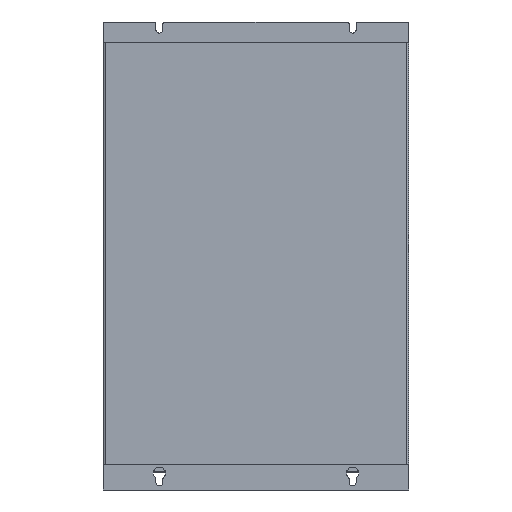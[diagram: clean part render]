
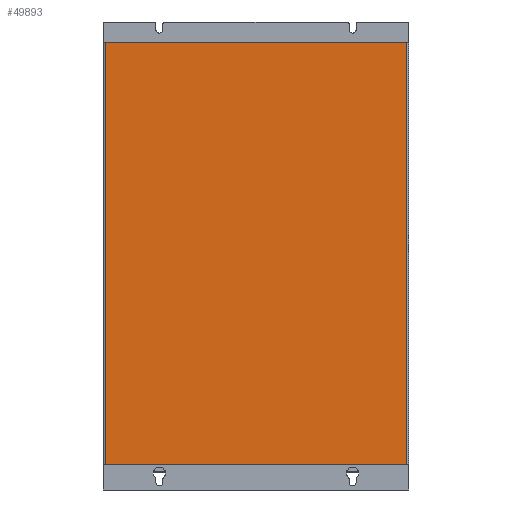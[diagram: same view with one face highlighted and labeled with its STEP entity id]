
A CAD part, front view. The second image highlights one B-rep face of the part: STEP entity #49893.
In plain terms, the highlighted planar face has unit normal (0, -1, 0).
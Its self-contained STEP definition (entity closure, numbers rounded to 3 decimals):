
#3171=FACE_OUTER_BOUND('',#6027,.T.);
#6027=EDGE_LOOP('',(#40311,#40312,#40313,#40314));
#12651=LINE('',#79881,#17953);
#12659=LINE('',#79914,#17961);
#12660=LINE('',#79916,#17962);
#12661=LINE('',#79917,#17963);
#17953=VECTOR('',#64852,10.);
#17961=VECTOR('',#64882,460.);
#17962=VECTOR('',#64883,10.);
#17963=VECTOR('',#64884,460.);
#22541=VERTEX_POINT('',#79854);
#22545=VERTEX_POINT('',#79863);
#22565=VERTEX_POINT('',#79913);
#22566=VERTEX_POINT('',#79915);
#28742=EDGE_CURVE('',#22545,#22541,#12651,.T.);
#28758=EDGE_CURVE('',#22565,#22541,#12659,.T.);
#28759=EDGE_CURVE('',#22565,#22566,#12660,.T.);
#28760=EDGE_CURVE('',#22566,#22545,#12661,.T.);
#40311=ORIENTED_EDGE('',*,*,#28742,.T.);
#40312=ORIENTED_EDGE('',*,*,#28758,.F.);
#40313=ORIENTED_EDGE('',*,*,#28759,.T.);
#40314=ORIENTED_EDGE('',*,*,#28760,.T.);
#45112=PLANE('',#53527);
#49893=ADVANCED_FACE('',(#3171),#45112,.T.);
#53527=AXIS2_PLACEMENT_3D('',#79912,#64880,#64881);
#64852=DIRECTION('',(1.,0.,0.));
#64880=DIRECTION('center_axis',(0.,-1.,0.));
#64881=DIRECTION('ref_axis',(1.,0.,0.));
#64882=DIRECTION('',(0.,0.,-1.));
#64883=DIRECTION('',(-1.,0.,0.));
#64884=DIRECTION('',(0.,0.,-1.));
#79854=CARTESIAN_POINT('',(148.3,0.,-205.));
#79863=CARTESIAN_POINT('',(-148.3,0.,-205.));
#79881=CARTESIAN_POINT('',(-74.15,0.,-205.));
#79912=CARTESIAN_POINT('Origin',(-148.3,0.,230.));
#79913=CARTESIAN_POINT('',(148.3,0.,210.));
#79914=CARTESIAN_POINT('',(148.3,0.,230.));
#79915=CARTESIAN_POINT('',(-148.3,0.,210.));
#79916=CARTESIAN_POINT('',(-74.15,0.,210.));
#79917=CARTESIAN_POINT('',(-148.3,0.,230.));
